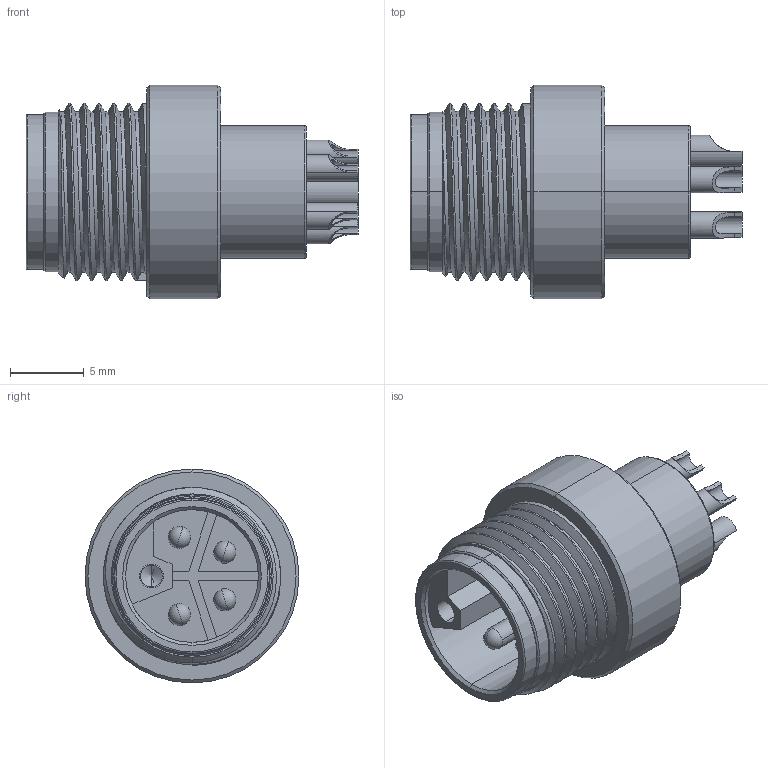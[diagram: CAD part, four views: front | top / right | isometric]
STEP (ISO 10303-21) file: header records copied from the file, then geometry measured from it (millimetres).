
FILE_DESCRIPTION (( 'STEP AP203' ), '1' );
FILE_NAME ('50-01058.STEP', '2025-03-25T01:10:12', ( '' ), ( '' ), 'SwSTEP 2.0', 'SolidWorks 2021', '' );
FILE_SCHEMA (( 'CONFIG_CONTROL_DESIGN' ));
Length unit declared in the file: millimetre
Products named in the file (5): 50-01058-02_step; 50-01058-01___; 50-01058-04___; 50-01058-03___; 50-01058
Assembly tree (7 placements, depth 2):
  50-01058
    50-01058-01___
    50-01058-02_step
    50-01058-03___  x4
    50-01058-04___
Bounding box: 22.5 x 14.5 x 14.5 mm (x, y, z)
Volume: 1645.5 mm3; surface area: 3212.1 mm2
Topology: 7 solids, 7 shells, 261 faces, 602 edges, 363 vertices
Faces by surface type: cylinder 109, plane 73, cone 35, torus 32, sphere 8, bspline 4
Entity records: 6705 total; most frequent: CARTESIAN_POINT 2267, DIRECTION 860, ORIENTED_EDGE 768, EDGE_CURVE 384, AXIS2_PLACEMENT_3D 347, VERTEX_POINT 243, EDGE_LOOP 193, CIRCLE 176
